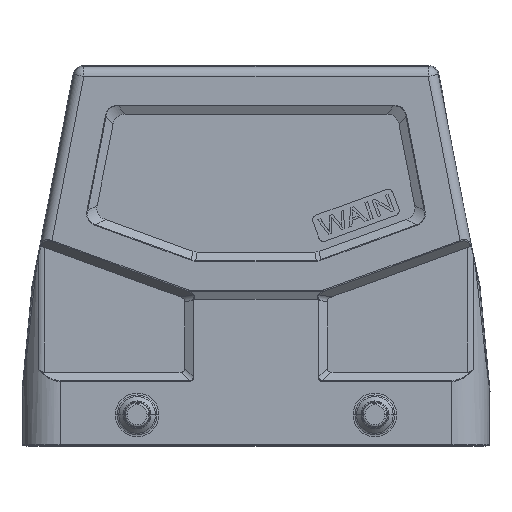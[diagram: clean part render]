
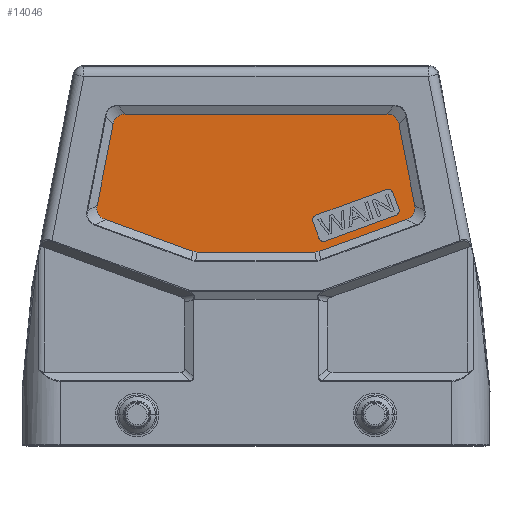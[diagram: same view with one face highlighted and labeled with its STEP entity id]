
A CAD part, top view. The second image highlights one B-rep face of the part: STEP entity #14046.
In plain terms, the highlighted planar face has unit normal (0, 0, 1).
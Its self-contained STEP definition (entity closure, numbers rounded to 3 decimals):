
#2756=DIRECTION('',(0.191,-0.982,0.));
#2757=VECTOR('',#2756,16.467);
#2758=CARTESIAN_POINT('',(28.57,32.245,21.5));
#2759=LINE('',#2758,#2757);
#2768=CARTESIAN_POINT('',(31.712,16.08,21.5));
#2769=CARTESIAN_POINT('',(31.848,15.381,21.5));
#2770=CARTESIAN_POINT('',(31.684,14.231,21.5));
#2771=CARTESIAN_POINT('',(30.782,13.497,21.5));
#2772=CARTESIAN_POINT('',(30.113,13.254,21.5));
#2778=DIRECTION('',(-0.94,-0.342,0.));
#2779=VECTOR('',#2778,18.628);
#2780=CARTESIAN_POINT('',(30.113,13.254,21.5));
#2781=LINE('',#2780,#2779);
#2790=CARTESIAN_POINT('',(12.609,6.883,21.5));
#2791=CARTESIAN_POINT('',(12.333,6.782,21.5));
#2792=CARTESIAN_POINT('',(12.048,6.732,21.5));
#2793=CARTESIAN_POINT('',(11.754,6.732,21.5));
#2804=DIRECTION('',(-1.,0.,0.));
#2805=VECTOR('',#2804,23.508);
#2806=CARTESIAN_POINT('',(11.754,6.732,21.5));
#2807=LINE('',#2806,#2805);
#2812=CARTESIAN_POINT('',(-11.754,6.732,21.5));
#2813=CARTESIAN_POINT('',(-12.048,6.732,21.5));
#2814=CARTESIAN_POINT('',(-12.333,6.782,21.5));
#2815=CARTESIAN_POINT('',(-12.609,6.883,21.5));
#2826=DIRECTION('',(-0.94,0.342,0.));
#2827=VECTOR('',#2826,18.628);
#2828=CARTESIAN_POINT('',(-12.609,6.883,21.5));
#2829=LINE('',#2828,#2827);
#2838=CARTESIAN_POINT('',(-30.113,13.254,21.5));
#2839=CARTESIAN_POINT('',(-30.782,13.497,21.5));
#2840=CARTESIAN_POINT('',(-31.684,14.231,21.5));
#2841=CARTESIAN_POINT('',(-31.848,15.381,21.5));
#2842=CARTESIAN_POINT('',(-31.712,16.08,21.5));
#2848=DIRECTION('',(0.191,0.982,0.));
#2849=VECTOR('',#2848,16.467);
#2850=CARTESIAN_POINT('',(-31.712,16.08,21.5));
#2851=LINE('',#2850,#2849);
#2860=CARTESIAN_POINT('',(-28.57,32.245,21.5));
#2861=CARTESIAN_POINT('',(-28.439,32.919,21.5));
#2862=CARTESIAN_POINT('',(-27.877,33.904,21.5));
#2863=CARTESIAN_POINT('',(-26.803,34.268,21.5));
#2864=CARTESIAN_POINT('',(-26.116,34.268,21.5));
#2870=DIRECTION('',(1.,0.,0.));
#2871=VECTOR('',#2870,52.232);
#2872=CARTESIAN_POINT('',(-26.116,34.268,21.5));
#2873=LINE('',#2872,#2871);
#2878=CARTESIAN_POINT('',(26.116,34.268,21.5));
#2879=CARTESIAN_POINT('',(26.803,34.268,21.5));
#2880=CARTESIAN_POINT('',(27.877,33.904,21.5));
#2881=CARTESIAN_POINT('',(28.439,32.919,21.5));
#2882=CARTESIAN_POINT('',(28.57,32.245,21.5));
#2884=DIRECTION('',(-0.342,0.94,0.));
#2885=VECTOR('',#2884,3.5);
#2886=CARTESIAN_POINT('',(12.562,9.526,21.5));
#2887=LINE('',#2886,#2885);
#2888=CARTESIAN_POINT('',(13.501,9.868,21.5));
#2889=DIRECTION('',(0.,0.,-1.));
#2890=DIRECTION('',(0.342,-0.94,0.));
#2891=AXIS2_PLACEMENT_3D('',#2888,#2889,#2890);
#2893=DIRECTION('',(-0.94,-0.342,0.));
#2894=VECTOR('',#2893,15.);
#2895=CARTESIAN_POINT('',(27.939,14.059,21.5));
#2896=LINE('',#2895,#2894);
#2897=CARTESIAN_POINT('',(27.597,14.998,21.5));
#2898=DIRECTION('',(0.,0.,-1.));
#2899=DIRECTION('',(1.,0.,0.));
#2900=AXIS2_PLACEMENT_3D('',#2897,#2898,#2899);
#2902=CARTESIAN_POINT('',(27.597,14.998,21.5));
#2903=DIRECTION('',(0.,0.,-1.));
#2904=DIRECTION('',(0.94,0.342,0.));
#2905=AXIS2_PLACEMENT_3D('',#2902,#2903,#2904);
#2907=DIRECTION('',(0.342,-0.94,0.));
#2908=VECTOR('',#2907,3.5);
#2909=CARTESIAN_POINT('',(27.339,18.629,21.5));
#2910=LINE('',#2909,#2908);
#2911=CARTESIAN_POINT('',(26.4,18.287,21.5));
#2912=DIRECTION('',(0.,0.,-1.));
#2913=DIRECTION('',(-0.342,0.94,0.));
#2914=AXIS2_PLACEMENT_3D('',#2911,#2912,#2913);
#2916=DIRECTION('',(0.94,0.342,0.));
#2917=VECTOR('',#2916,15.);
#2918=CARTESIAN_POINT('',(11.962,14.097,21.5));
#2919=LINE('',#2918,#2917);
#2920=CARTESIAN_POINT('',(12.304,13.157,21.5));
#2921=DIRECTION('',(0.,0.,-1.));
#2922=DIRECTION('',(-0.94,-0.342,0.));
#2923=AXIS2_PLACEMENT_3D('',#2920,#2921,#2922);
#8950=CARTESIAN_POINT('',(13.843,8.928,21.5));
#8951=CARTESIAN_POINT('',(12.562,9.526,21.5));
#8952=VERTEX_POINT('',#8950);
#8953=VERTEX_POINT('',#8951);
#8954=CARTESIAN_POINT('',(27.939,14.059,21.5));
#8955=VERTEX_POINT('',#8954);
#8956=CARTESIAN_POINT('',(28.536,15.34,21.5));
#8957=CARTESIAN_POINT('',(28.597,14.998,21.5));
#8958=VERTEX_POINT('',#8956);
#8959=VERTEX_POINT('',#8957);
#8960=CARTESIAN_POINT('',(27.339,18.629,21.5));
#8961=VERTEX_POINT('',#8960);
#8962=CARTESIAN_POINT('',(26.058,19.227,21.5));
#8963=VERTEX_POINT('',#8962);
#8964=CARTESIAN_POINT('',(11.962,14.097,21.5));
#8965=VERTEX_POINT('',#8964);
#8966=CARTESIAN_POINT('',(11.364,12.815,21.5));
#8967=VERTEX_POINT('',#8966);
#9061=CARTESIAN_POINT('',(28.57,32.245,21.5));
#9062=CARTESIAN_POINT('',(31.712,16.08,21.5));
#9063=VERTEX_POINT('',#9061);
#9064=VERTEX_POINT('',#9062);
#9065=VERTEX_POINT('',#2878);
#9066=CARTESIAN_POINT('',(-26.116,34.268,21.5));
#9067=VERTEX_POINT('',#9066);
#9068=VERTEX_POINT('',#2860);
#9069=CARTESIAN_POINT('',(-31.712,16.08,21.5));
#9070=VERTEX_POINT('',#9069);
#9071=VERTEX_POINT('',#2838);
#9072=CARTESIAN_POINT('',(-12.609,6.883,21.5));
#9073=VERTEX_POINT('',#9072);
#9074=VERTEX_POINT('',#2812);
#9075=CARTESIAN_POINT('',(11.754,6.732,21.5));
#9076=VERTEX_POINT('',#9075);
#9077=VERTEX_POINT('',#2790);
#9078=CARTESIAN_POINT('',(30.113,13.254,21.5));
#9079=VERTEX_POINT('',#9078);
#14007=CARTESIAN_POINT('',(-34.102,12.862,21.5));
#14008=DIRECTION('',(0.,0.,-1.));
#14009=DIRECTION('',(-1.,0.,0.));
#14010=AXIS2_PLACEMENT_3D('',#14007,#14008,#14009);
#14011=PLANE('',#14010);
#14012=ORIENTED_EDGE('',*,*,#13841,.T.);
#14013=ORIENTED_EDGE('',*,*,#13856,.T.);
#14014=ORIENTED_EDGE('',*,*,#13870,.T.);
#14015=ORIENTED_EDGE('',*,*,#13884,.T.);
#14016=ORIENTED_EDGE('',*,*,#13898,.T.);
#14017=ORIENTED_EDGE('',*,*,#13912,.T.);
#14018=ORIENTED_EDGE('',*,*,#13926,.T.);
#14019=ORIENTED_EDGE('',*,*,#13940,.T.);
#14020=ORIENTED_EDGE('',*,*,#13955,.T.);
#14021=ORIENTED_EDGE('',*,*,#13970,.T.);
#14022=ORIENTED_EDGE('',*,*,#13985,.T.);
#14023=ORIENTED_EDGE('',*,*,#13999,.T.);
#14024=EDGE_LOOP('',(#14012,#14013,#14014,#14015,#14016,#14017,#14018,#14019,
#14020,#14021,#14022,#14023));
#14025=FACE_OUTER_BOUND('',#14024,.F.);
#14027=ORIENTED_EDGE('',*,*,#14026,.F.);
#14029=ORIENTED_EDGE('',*,*,#14028,.F.);
#14031=ORIENTED_EDGE('',*,*,#14030,.F.);
#14033=ORIENTED_EDGE('',*,*,#14032,.F.);
#14035=ORIENTED_EDGE('',*,*,#14034,.F.);
#14037=ORIENTED_EDGE('',*,*,#14036,.F.);
#14039=ORIENTED_EDGE('',*,*,#14038,.F.);
#14041=ORIENTED_EDGE('',*,*,#14040,.F.);
#14043=ORIENTED_EDGE('',*,*,#14042,.F.);
#14044=EDGE_LOOP('',(#14027,#14029,#14031,#14033,#14035,#14037,#14039,#14041,
#14043));
#14045=FACE_BOUND('',#14044,.F.);
#2773=B_SPLINE_CURVE_WITH_KNOTS('',3,(#2768,#2769,#2770,#2771,#2772),
.UNSPECIFIED.,.F.,.F.,(4,1,4),(0.,0.5,1.),.UNSPECIFIED.);
#2794=B_SPLINE_CURVE_WITH_KNOTS('',3,(#2790,#2791,#2792,#2793),.UNSPECIFIED.,
.F.,.F.,(4,4),(0.,1.),.UNSPECIFIED.);
#2816=B_SPLINE_CURVE_WITH_KNOTS('',3,(#2812,#2813,#2814,#2815),.UNSPECIFIED.,
.F.,.F.,(4,4),(0.,1.),.UNSPECIFIED.);
#2843=B_SPLINE_CURVE_WITH_KNOTS('',3,(#2838,#2839,#2840,#2841,#2842),
.UNSPECIFIED.,.F.,.F.,(4,1,4),(0.,0.5,1.),.UNSPECIFIED.);
#2865=B_SPLINE_CURVE_WITH_KNOTS('',3,(#2860,#2861,#2862,#2863,#2864),
.UNSPECIFIED.,.F.,.F.,(4,1,4),(0.,0.5,1.),.UNSPECIFIED.);
#2883=B_SPLINE_CURVE_WITH_KNOTS('',3,(#2878,#2879,#2880,#2881,#2882),
.UNSPECIFIED.,.F.,.F.,(4,1,4),(0.,0.5,1.),.UNSPECIFIED.);
#2892=CIRCLE('',#2891,1.);
#2901=CIRCLE('',#2900,1.);
#2906=CIRCLE('',#2905,1.);
#2915=CIRCLE('',#2914,1.);
#2924=CIRCLE('',#2923,1.);
#13841=EDGE_CURVE('',#9063,#9064,#2759,.T.);
#13856=EDGE_CURVE('',#9064,#9079,#2773,.T.);
#13870=EDGE_CURVE('',#9079,#9077,#2781,.T.);
#13884=EDGE_CURVE('',#9077,#9076,#2794,.T.);
#13898=EDGE_CURVE('',#9076,#9074,#2807,.T.);
#13912=EDGE_CURVE('',#9074,#9073,#2816,.T.);
#13926=EDGE_CURVE('',#9073,#9071,#2829,.T.);
#13940=EDGE_CURVE('',#9071,#9070,#2843,.T.);
#13955=EDGE_CURVE('',#9070,#9068,#2851,.T.);
#13970=EDGE_CURVE('',#9068,#9067,#2865,.T.);
#13985=EDGE_CURVE('',#9067,#9065,#2873,.T.);
#13999=EDGE_CURVE('',#9065,#9063,#2883,.T.);
#14026=EDGE_CURVE('',#8953,#8967,#2887,.T.);
#14028=EDGE_CURVE('',#8952,#8953,#2892,.T.);
#14030=EDGE_CURVE('',#8955,#8952,#2896,.T.);
#14032=EDGE_CURVE('',#8959,#8955,#2901,.T.);
#14034=EDGE_CURVE('',#8958,#8959,#2906,.T.);
#14036=EDGE_CURVE('',#8961,#8958,#2910,.T.);
#14038=EDGE_CURVE('',#8963,#8961,#2915,.T.);
#14040=EDGE_CURVE('',#8965,#8963,#2919,.T.);
#14042=EDGE_CURVE('',#8967,#8965,#2924,.T.);
#14046=ADVANCED_FACE('',(#14025,#14045),#14011,.F.);
